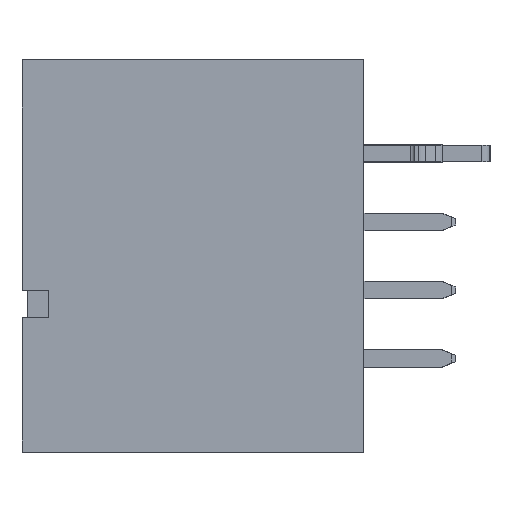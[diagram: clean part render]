
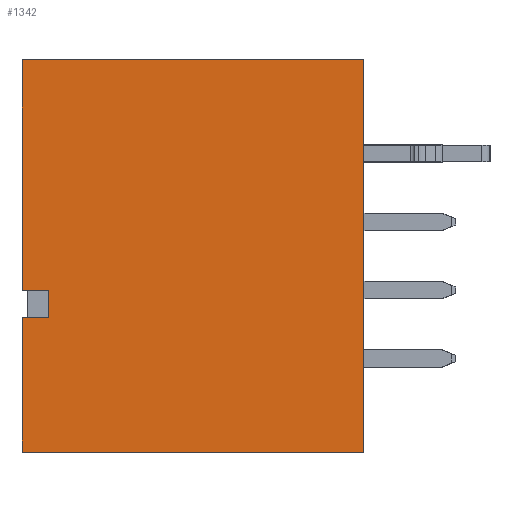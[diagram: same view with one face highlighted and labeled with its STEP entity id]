
A CAD part, left-side view. The second image highlights one B-rep face of the part: STEP entity #1342.
In plain terms, the highlighted planar face has unit normal (-1, 0, 0).
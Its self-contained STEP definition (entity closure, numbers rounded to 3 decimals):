
#35=CARTESIAN_POINT('',(-11.43,-4.445,-7.29));
#36=VERTEX_POINT('',#35);
#37=CARTESIAN_POINT('',(-11.43,8.255,-7.29));
#38=VERTEX_POINT('',#37);
#39=CARTESIAN_POINT('',(-11.43,-4.445,-7.29));
#40=DIRECTION('',(0.,1.,0.));
#41=VECTOR('',#40,12.7);
#42=LINE('',#39,#41);
#43=EDGE_CURVE('',#36,#38,#42,.T.);
#1222=CARTESIAN_POINT('',(-11.43,7.255,-1.275));
#1223=VERTEX_POINT('',#1222);
#1231=CARTESIAN_POINT('',(-11.43,7.255,-2.275));
#1232=VERTEX_POINT('',#1231);
#1239=CARTESIAN_POINT('',(-11.43,7.255,-2.275));
#1240=DIRECTION('',(0.,0.,1.));
#1241=VECTOR('',#1240,1.);
#1242=LINE('',#1239,#1241);
#1243=EDGE_CURVE('',#1232,#1223,#1242,.T.);
#1289=CARTESIAN_POINT('',(-11.43,8.255,-7.29));
#1290=DIRECTION('',(0.,-1.,0.));
#1291=DIRECTION('',(-1.,0.,0.));
#1292=AXIS2_PLACEMENT_3D('',#1289,#1291,#1290);
#1293=PLANE('',#1292);
#1294=CARTESIAN_POINT('',(-11.43,8.255,-2.275));
#1295=VERTEX_POINT('',#1294);
#1296=CARTESIAN_POINT('',(-11.43,7.255,-2.275));
#1297=DIRECTION('',(0.,1.,0.));
#1298=VECTOR('',#1297,1.);
#1299=LINE('',#1296,#1298);
#1300=EDGE_CURVE('',#1232,#1295,#1299,.T.);
#1301=ORIENTED_EDGE('',*,*,#1300,.T.);
#1302=CARTESIAN_POINT('',(-11.43,8.255,-2.275));
#1303=DIRECTION('',(0.,0.,-1.));
#1304=VECTOR('',#1303,5.015);
#1305=LINE('',#1302,#1304);
#1306=EDGE_CURVE('',#1295,#38,#1305,.T.);
#1307=ORIENTED_EDGE('',*,*,#1306,.T.);
#1308=ORIENTED_EDGE('',*,*,#43,.F.);
#1309=CARTESIAN_POINT('',(-11.43,-4.445,7.29));
#1310=VERTEX_POINT('',#1309);
#1311=CARTESIAN_POINT('',(-11.43,-4.445,-7.29));
#1312=DIRECTION('',(0.,0.,1.));
#1313=VECTOR('',#1312,14.58);
#1314=LINE('',#1311,#1313);
#1315=EDGE_CURVE('',#36,#1310,#1314,.T.);
#1316=ORIENTED_EDGE('',*,*,#1315,.T.);
#1317=CARTESIAN_POINT('',(-11.43,8.255,7.29));
#1318=VERTEX_POINT('',#1317);
#1319=CARTESIAN_POINT('',(-11.43,-4.445,7.29));
#1320=DIRECTION('',(0.,1.,0.));
#1321=VECTOR('',#1320,12.7);
#1322=LINE('',#1319,#1321);
#1323=EDGE_CURVE('',#1310,#1318,#1322,.T.);
#1324=ORIENTED_EDGE('',*,*,#1323,.T.);
#1325=CARTESIAN_POINT('',(-11.43,8.255,-1.275));
#1326=VERTEX_POINT('',#1325);
#1327=CARTESIAN_POINT('',(-11.43,8.255,7.29));
#1328=DIRECTION('',(0.,0.,-1.));
#1329=VECTOR('',#1328,8.565);
#1330=LINE('',#1327,#1329);
#1331=EDGE_CURVE('',#1318,#1326,#1330,.T.);
#1332=ORIENTED_EDGE('',*,*,#1331,.T.);
#1333=CARTESIAN_POINT('',(-11.43,8.255,-1.275));
#1334=DIRECTION('',(0.,-1.,0.));
#1335=VECTOR('',#1334,1.);
#1336=LINE('',#1333,#1335);
#1337=EDGE_CURVE('',#1326,#1223,#1336,.T.);
#1338=ORIENTED_EDGE('',*,*,#1337,.T.);
#1339=ORIENTED_EDGE('',*,*,#1243,.F.);
#1340=EDGE_LOOP('',(#1301,#1307,#1308,#1316,#1324,#1332,#1338,#1339));
#1341=FACE_OUTER_BOUND('',#1340,.T.);
#1342=ADVANCED_FACE('',(#1341),#1293,.T.);
